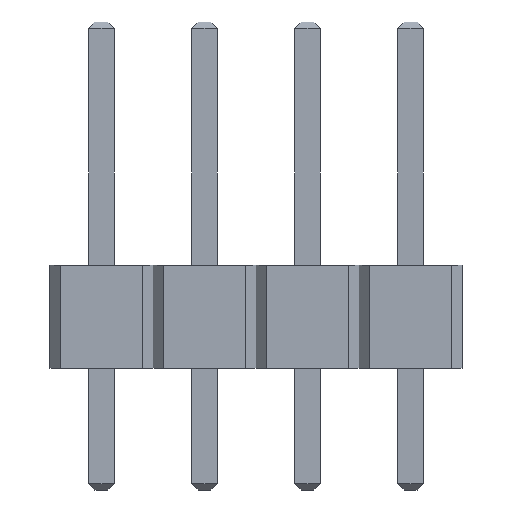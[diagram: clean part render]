
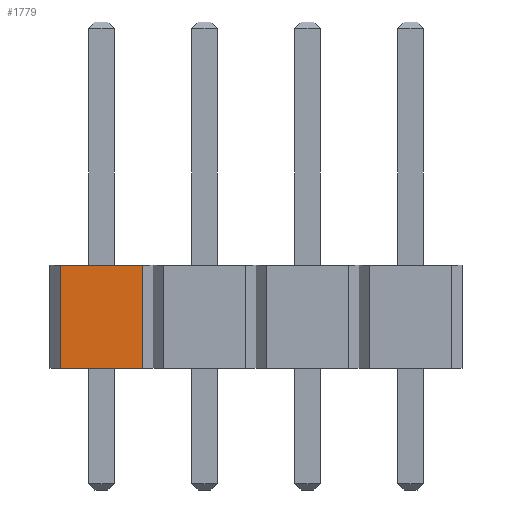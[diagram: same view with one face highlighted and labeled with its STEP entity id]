
A CAD part, left-side view. The second image highlights one B-rep face of the part: STEP entity #1779.
In plain terms, the highlighted planar face has unit normal (-1, 0, 0).
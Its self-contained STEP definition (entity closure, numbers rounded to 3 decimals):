
#32=FACE_OUTER_BOUND('',#132,.T.);
#132=EDGE_LOOP('',(#1108,#1109,#1110,#1111));
#240=LINE('',#2453,#478);
#245=LINE('',#2463,#483);
#246=LINE('',#2465,#484);
#247=LINE('',#2466,#485);
#478=VECTOR('',#2005,1.);
#483=VECTOR('',#2014,1.);
#484=VECTOR('',#2015,1.);
#485=VECTOR('',#2016,1.);
#716=VERTEX_POINT('',#2450);
#717=VERTEX_POINT('',#2452);
#720=VERTEX_POINT('',#2462);
#721=VERTEX_POINT('',#2464);
#864=EDGE_CURVE('',#716,#717,#240,.T.);
#869=EDGE_CURVE('',#716,#720,#245,.T.);
#870=EDGE_CURVE('',#720,#721,#246,.T.);
#871=EDGE_CURVE('',#717,#721,#247,.T.);
#1108=ORIENTED_EDGE('',*,*,#864,.F.);
#1109=ORIENTED_EDGE('',*,*,#869,.T.);
#1110=ORIENTED_EDGE('',*,*,#870,.T.);
#1111=ORIENTED_EDGE('',*,*,#871,.F.);
#1578=PLANE('',#1895);
#1779=ADVANCED_FACE('',(#32),#1578,.F.);
#1895=AXIS2_PLACEMENT_3D('',#2461,#2012,#2013);
#2005=DIRECTION('',(0.,0.,1.));
#2012=DIRECTION('center_axis',(1.,0.,0.));
#2013=DIRECTION('ref_axis',(0.,-1.,0.));
#2014=DIRECTION('',(0.,-1.,0.));
#2015=DIRECTION('',(0.,0.,1.));
#2016=DIRECTION('',(0.,-1.,0.));
#2450=CARTESIAN_POINT('',(-3.226,7.534,0.));
#2452=CARTESIAN_POINT('',(-3.226,7.534,6.451));
#2453=CARTESIAN_POINT('',(-3.226,7.534,0.));
#2461=CARTESIAN_POINT('Origin',(-3.226,7.534,0.));
#2462=CARTESIAN_POINT('',(-3.226,2.372,0.));
#2463=CARTESIAN_POINT('',(-3.226,7.534,0.));
#2464=CARTESIAN_POINT('',(-3.226,2.372,6.451));
#2465=CARTESIAN_POINT('',(-3.226,2.372,0.));
#2466=CARTESIAN_POINT('',(-3.226,7.534,6.451));
